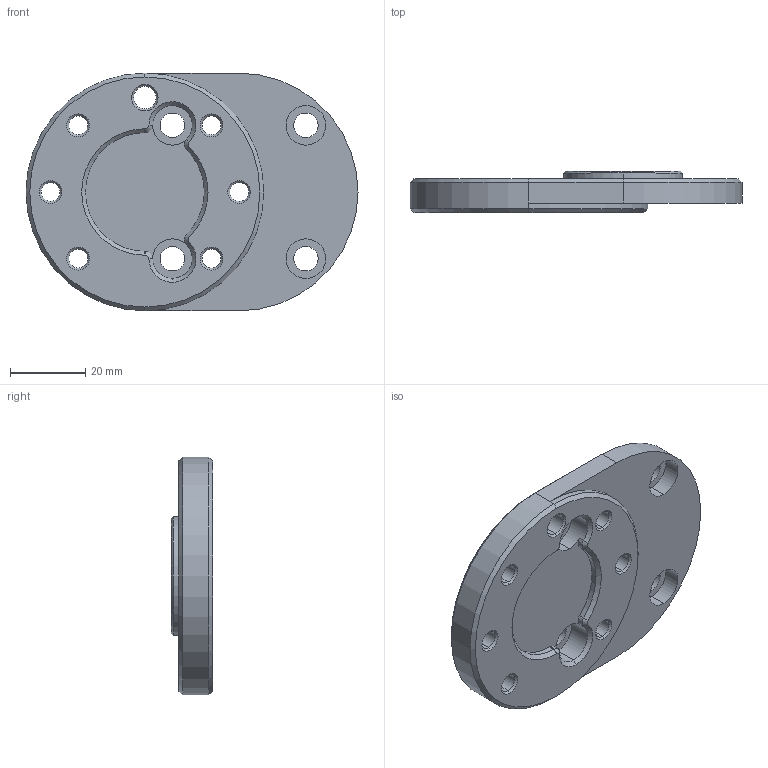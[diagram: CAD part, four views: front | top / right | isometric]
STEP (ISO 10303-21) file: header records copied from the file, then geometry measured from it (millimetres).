
FILE_DESCRIPTION (( 'STEP AP214' ), '1' );
FILE_NAME ('Techman Adapter Concept 5.STEP', '2019-02-07T14:41:31', ( '' ), ( '' ), 'SwSTEP 2.0', 'SolidWorks 2018', '' );
FILE_SCHEMA (( 'AUTOMOTIVE_DESIGN' ));
Length unit declared in the file: millimetre
Products named in the file (1): Techman Adapter Concept 5
Bounding box: 88 x 11 x 63 mm (x, y, z)
Volume: 34011.1 mm3; surface area: 12858.7 mm2
Topology: 1 solids, 1 shells, 88 faces, 211 edges, 129 vertices
Faces by surface type: cylinder 43, cone 32, plane 13
Entity records: 2788 total; most frequent: DIRECTION 512, CARTESIAN_POINT 429, ORIENTED_EDGE 422, AXIS2_PLACEMENT_3D 212, EDGE_CURVE 211, VERTEX_POINT 129, CIRCLE 123, EDGE_LOOP 114
